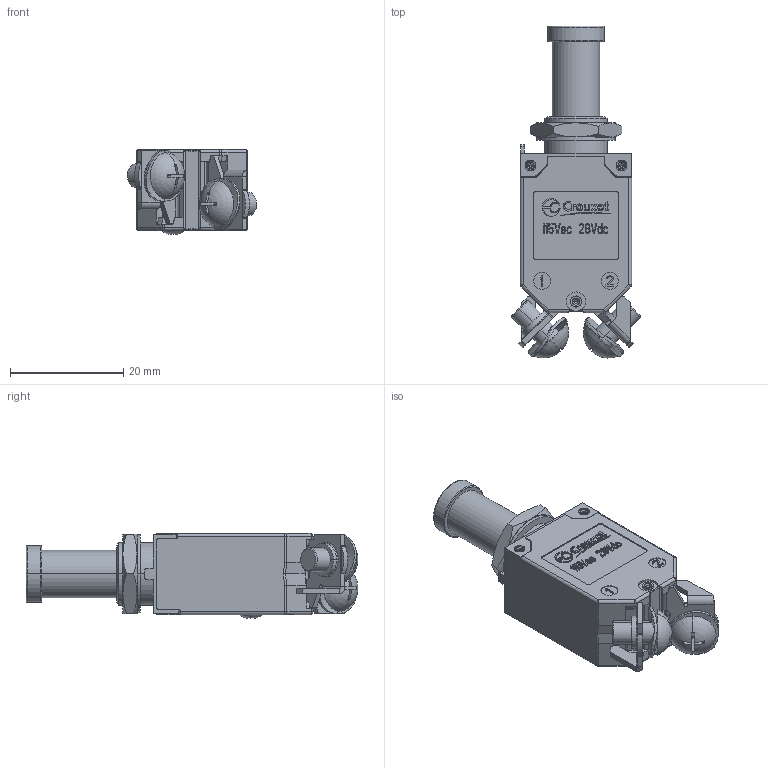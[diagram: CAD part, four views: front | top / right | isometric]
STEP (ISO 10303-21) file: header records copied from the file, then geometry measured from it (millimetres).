
FILE_DESCRIPTION((''),'2;1');
FILE_NAME('84400151','2017-10-16T',('VALFVE1'),('CROUZET-AUTOMATISMES'),'PRO/ENGINEER BY PARAMETRIC TECHNOLOGY CORPORATION, 2012090','PRO/ENGINEER BY PARAMETRIC TECHNOLOGY CORPORATION, 2012090','');
FILE_SCHEMA(('CONFIG_CONTROL_DESIGN'));
Length unit declared in the file: millimetre
Products named in the file (1): 84400151
Bounding box: 22.83 x 58.67 x 15.03 mm (x, y, z)
Volume: 5785.4 mm3; surface area: 8066.2 mm2
Topology: 1 solids, 1 shells, 1536 faces, 4123 edges, 2618 vertices
Faces by surface type: plane 1024, cylinder 301, cone 70, torus 44, extrusion 42, bspline 38, sphere 15, revolution 2
Entity records: 52057 total; most frequent: CARTESIAN_POINT 14001, ORIENTED_EDGE 8226, DIRECTION 7400, EDGE_CURVE 4113, VECTOR 3050, LINE 3008, VERTEX_POINT 2618, AXIS2_PLACEMENT_3D 2174
